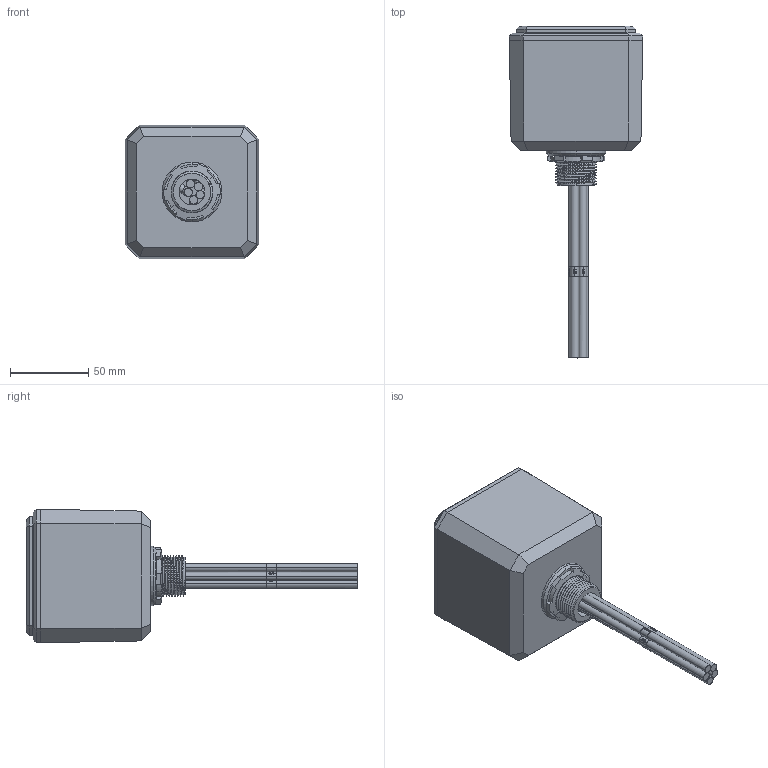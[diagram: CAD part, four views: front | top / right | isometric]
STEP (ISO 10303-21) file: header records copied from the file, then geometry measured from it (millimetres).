
FILE_DESCRIPTION (( 'STEP AP214' ), '1' );
FILE_NAME ('702101.STEP', '2016-03-09T20:06:24', ( '' ), ( '' ), 'SwSTEP 2.0', 'SolidWorks 2016', '' );
FILE_SCHEMA (( 'AUTOMOTIVE_DESIGN' ));
Length unit declared in the file: inch
Products named in the file (1): 702101
Bounding box: 85.01 x 211.51 x 85.01 mm (x, y, z)
Volume: 138533.8 mm3; surface area: 97034.6 mm2
Topology: 13 solids, 13 shells, 749 faces, 2031 edges, 1321 vertices
Faces by surface type: plane 406, cylinder 177, bspline 94, torus 46, cone 26
Entity records: 44476 total; most frequent: CARTESIAN_POINT 16730, ORIENTED_EDGE 4062, DIRECTION 3239, EDGE_CURVE 2031, VERTEX_POINT 1321, VECTOR 1085, LINE 1085, AXIS2_PLACEMENT_3D 1077
